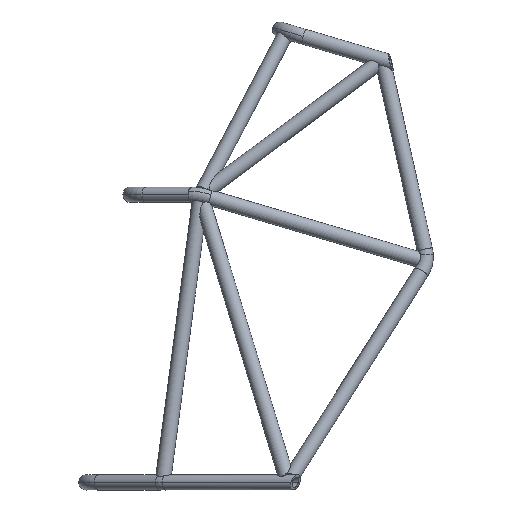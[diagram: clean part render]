
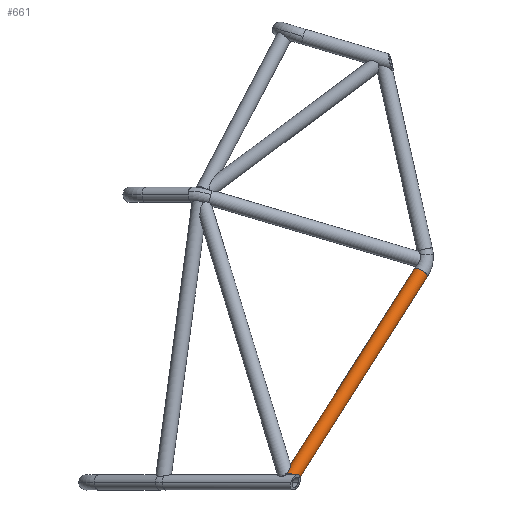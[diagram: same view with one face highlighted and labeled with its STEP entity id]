
A CAD part, left-side view. The second image highlights one B-rep face of the part: STEP entity #661.
In plain terms, the highlighted cylindrical face has radius 9.525 mm (diameter 19.05 mm), a partial arc.
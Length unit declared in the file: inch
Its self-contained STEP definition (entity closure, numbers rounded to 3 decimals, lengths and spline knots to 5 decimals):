
#661 = ADVANCED_FACE ( 'NONE', ( #22864 ), #8635, .T. ) ;
#1192 = VERTEX_POINT ( 'NONE', #8319 ) ;
#1856 = CARTESIAN_POINT ( 'NONE',  ( -4.65263, -12.98007, 10.08578 ) ) ;
#2230 = CARTESIAN_POINT ( 'NONE',  ( -7.96894, -5.97763, 0.4415 ) ) ;
#2484 = CARTESIAN_POINT ( 'NONE',  ( -7.91749, -6.69226, 0.16812 ) ) ;
#2635 = CARTESIAN_POINT ( 'NONE',  ( -7.91649, -6.69189, 0.1675 ) ) ;
#2974 = CARTESIAN_POINT ( 'NONE',  ( -8.27058, -6.48212, 0.3881 ) ) ;
#3006 = CARTESIAN_POINT ( 'NONE',  ( -7.91749, -6.69226, 0.16812 ) ) ;
#3057 = DIRECTION ( 'NONE',  ( 0., -0.845, -0.535 ) ) ;
#3321 = CARTESIAN_POINT ( 'NONE',  ( -7.91153, -6.68999, 0.16442 ) ) ;
#5381 = CARTESIAN_POINT ( 'NONE',  ( -8.26901, -6.20302, 0.42309 ) ) ;
#5760 = CARTESIAN_POINT ( 'NONE',  ( -8.29154, -6.32729, 0.41089 ) ) ;
#5865 = EDGE_CURVE ( 'NONE', #22456, #33899, #18382, .T. ) ;
#7351 = EDGE_CURVE ( 'NONE', #30656, #31059, #15893, .T. ) ;
#7399 = CARTESIAN_POINT ( 'NONE',  ( -4.65263, -12.98007, 10.08578 ) ) ;
#8008 = CARTESIAN_POINT ( 'NONE',  ( -8.10491, -6.01822, 0.44661 ) ) ;
#8202 = CARTESIAN_POINT ( 'NONE',  ( -8.2241, -6.12011, 0.43241 ) ) ;
#8319 = CARTESIAN_POINT ( 'NONE',  ( -7.95321, -5.97612, 0.43913 ) ) ;
#8635 = CYLINDRICAL_SURFACE ( 'NONE', #30169, 0.375 ) ;
#9125 = CARTESIAN_POINT ( 'NONE',  ( -8.28725, -6.28015, 0.41567 ) ) ;
#9838 = ORIENTED_EDGE ( 'NONE', *, *, #5865, .F. ) ;
#10799 = CARTESIAN_POINT ( 'NONE',  ( -8.03116, -5.9904, 0.44662 ) ) ;
#10978 = CARTESIAN_POINT ( 'NONE',  ( -8.18295, -6.07232, 0.43917 ) ) ;
#11026 = CARTESIAN_POINT ( 'NONE',  ( -7.91749, -6.69226, 0.16812 ) ) ;
#11188 = VECTOR ( 'NONE', #28426, 39.37008 ) ;
#11588 = CARTESIAN_POINT ( 'NONE',  ( -8.24781, -6.53903, 0.37388 ) ) ;
#13562 = CARTESIAN_POINT ( 'NONE',  ( -7.98458, -5.97995, 0.44329 ) ) ;
#13778 = CARTESIAN_POINT ( 'NONE',  ( -7.91252, -6.69038, 0.16504 ) ) ;
#14111 = CARTESIAN_POINT ( 'NONE',  ( -8.26026, -6.51124, 0.38148 ) ) ;
#14144 = AXIS2_PLACEMENT_3D ( 'NONE', #30997, #14551, #3057 ) ;
#14297 = CARTESIAN_POINT ( 'NONE',  ( -8.29025, -6.39041, 0.40357 ) ) ;
#14359 = CARTESIAN_POINT ( 'NONE',  ( -8.15915, -6.72033, 0.38601 ) ) ;
#14534 = DIRECTION ( 'NONE',  ( -0.267, 0.516, -0.814 ) ) ;
#14545 = EDGE_CURVE ( 'NONE', #22456, #35182, #26019, .T. ) ;
#14551 = DIRECTION ( 'NONE',  ( 0.267, -0.516, 0.814 ) ) ;
#14571 = ORIENTED_EDGE ( 'NONE', *, *, #7351, .F. ) ;
#15382 = B_SPLINE_CURVE_WITH_KNOTS ( 'NONE', 3,
 ( #19281, #2230, #13562, #24829, #10799, #33338, #8008, #36291, #10978, #22243, #8202, #19469, #30732, #5381, #22797, #9125, #25564, #5760, #28330, #14297, #17056, #20020, #2974, #14111, #33896, #22615 ),
 .UNSPECIFIED., .F., .F.,
 ( 4, 2, 2, 2, 2, 2, 2, 2, 2, 2, 2, 2, 4 ),
 ( 0., 0.00121, 0.00243, 0.00485, 0.00728, 0.00849, 0.0097, 0.01213, 0.01334, 0.01455, 0.01698, 0.01819, 0.0194 ),
 .UNSPECIFIED. ) ;
#15717 = DIRECTION ( 'NONE',  ( -0.267, 0.516, -0.814 ) ) ;
#15731 = ORIENTED_EDGE ( 'NONE', *, *, #14545, .T. ) ;
#15893 = CIRCLE ( 'NONE', #14144, 0.375 ) ;
#16898 = CARTESIAN_POINT ( 'NONE',  ( -7.91451, -6.69115, 0.16627 ) ) ;
#17056 = CARTESIAN_POINT ( 'NONE',  ( -8.28603, -6.42139, 0.39927 ) ) ;
#17085 = CARTESIAN_POINT ( 'NONE',  ( -7.91153, -6.68999, 0.16442 ) ) ;
#17150 = LINE ( 'NONE', #30831, #11188 ) ;
#17736 = VECTOR ( 'NONE', #15717, 39.37008 ) ;
#18382 =( BOUNDED_CURVE ( )  B_SPLINE_CURVE ( 3, ( #2484, #28024, #14359, #22867 ),
 .UNSPECIFIED., .F., .T. ) 
 B_SPLINE_CURVE_WITH_KNOTS ( ( 4, 4 ),
 ( 2.54988, 3.733 ),
 .UNSPECIFIED. ) 
 CURVE ( )  GEOMETRIC_REPRESENTATION_ITEM ( )  RATIONAL_B_SPLINE_CURVE ( ( 1., 0.887, 0.887, 1. ) ) 
 REPRESENTATION_ITEM ( '' )  );
#19281 = CARTESIAN_POINT ( 'NONE',  ( -7.95321, -5.97612, 0.43913 ) ) ;
#19469 = CARTESIAN_POINT ( 'NONE',  ( -8.24141, -6.14656, 0.42917 ) ) ;
#19892 = DIRECTION ( 'NONE',  ( 0., 0.845, 0.535 ) ) ;
#20020 = CARTESIAN_POINT ( 'NONE',  ( -8.27504, -6.46703, 0.39112 ) ) ;
#21047 = EDGE_CURVE ( 'NONE', #31059, #35182, #26988, .T. ) ;
#21182 = ORIENTED_EDGE ( 'NONE', *, *, #21047, .F. ) ;
#21996 = EDGE_CURVE ( 'NONE', #1192, #33899, #15382, .T. ) ;
#22243 = CARTESIAN_POINT ( 'NONE',  ( -8.21436, -6.10743, 0.43412 ) ) ;
#22456 = VERTEX_POINT ( 'NONE', #11026 ) ;
#22615 = CARTESIAN_POINT ( 'NONE',  ( -8.24781, -6.53903, 0.37388 ) ) ;
#22797 = CARTESIAN_POINT ( 'NONE',  ( -8.27856, -6.2337, 0.42017 ) ) ;
#22864 = FACE_OUTER_BOUND ( 'NONE', #36338, .T. ) ;
#22867 = CARTESIAN_POINT ( 'NONE',  ( -8.24781, -6.53903, 0.37388 ) ) ;
#23245 = EDGE_CURVE ( 'NONE', #30656, #1192, #17150, .T. ) ;
#24829 = CARTESIAN_POINT ( 'NONE',  ( -8.01568, -5.98633, 0.44585 ) ) ;
#25564 = CARTESIAN_POINT ( 'NONE',  ( -8.28924, -6.29578, 0.41414 ) ) ;
#26019 = B_SPLINE_CURVE_WITH_KNOTS ( 'NONE', 3,
 ( #3006, #2635, #16898, #13778, #17085 ),
 .UNSPECIFIED., .F., .F.,
 ( 4, 1, 4 ),
 ( 0.03098, 0.03108, 0.03117 ),
 .UNSPECIFIED. ) ;
#26988 = LINE ( 'NONE', #7399, #17736 ) ;
#27580 = CARTESIAN_POINT ( 'NONE',  ( -4.65263, -12.34665, 10.48737 ) ) ;
#28024 = CARTESIAN_POINT ( 'NONE',  ( -8.03497, -6.77794, 0.30866 ) ) ;
#28330 = CARTESIAN_POINT ( 'NONE',  ( -8.29183, -6.34322, 0.40916 ) ) ;
#28426 = DIRECTION ( 'NONE',  ( -0.267, 0.516, -0.814 ) ) ;
#28949 = ORIENTED_EDGE ( 'NONE', *, *, #21996, .T. ) ;
#30169 = AXIS2_PLACEMENT_3D ( 'NONE', #34140, #14534, #19892 ) ;
#30656 = VERTEX_POINT ( 'NONE', #27580 ) ;
#30732 = CARTESIAN_POINT ( 'NONE',  ( -8.24902, -6.16032, 0.42763 ) ) ;
#30831 = CARTESIAN_POINT ( 'NONE',  ( -4.65263, -12.34665, 10.48737 ) ) ;
#30997 = CARTESIAN_POINT ( 'NONE',  ( -4.65263, -12.66336, 10.28657 ) ) ;
#31059 = VERTEX_POINT ( 'NONE', #1856 ) ;
#33338 = CARTESIAN_POINT ( 'NONE',  ( -8.07628, -6.0051, 0.44764 ) ) ;
#33758 = ORIENTED_EDGE ( 'NONE', *, *, #23245, .T. ) ;
#33896 = CARTESIAN_POINT ( 'NONE',  ( -8.2544, -6.52537, 0.37787 ) ) ;
#33899 = VERTEX_POINT ( 'NONE', #11588 ) ;
#34140 = CARTESIAN_POINT ( 'NONE',  ( -4.65263, -12.66336, 10.28657 ) ) ;
#35182 = VERTEX_POINT ( 'NONE', #3321 ) ;
#36291 = CARTESIAN_POINT ( 'NONE',  ( -8.15884, -6.0522, 0.44236 ) ) ;
#36338 = EDGE_LOOP ( 'NONE', ( #21182, #14571, #33758, #28949, #9838, #15731 ) ) ;
